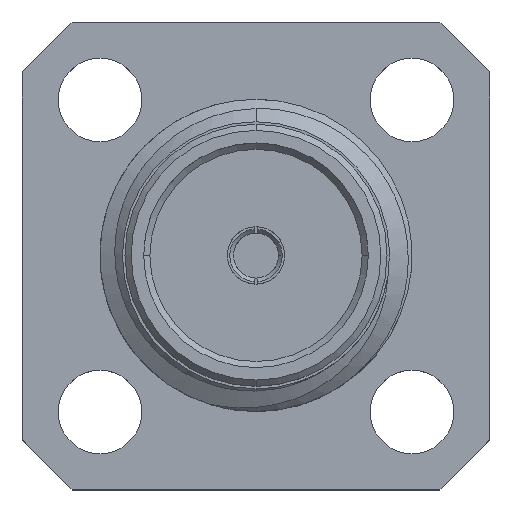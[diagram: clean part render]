
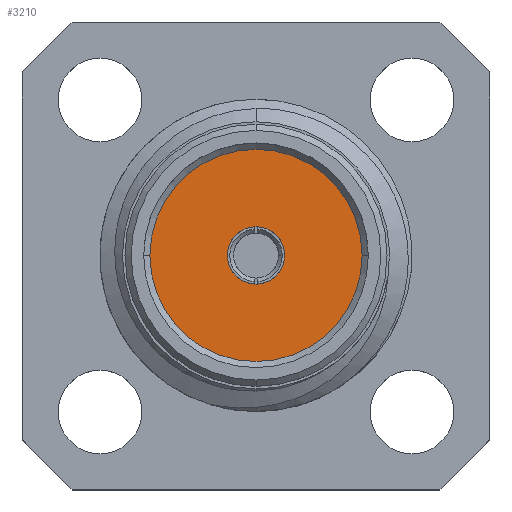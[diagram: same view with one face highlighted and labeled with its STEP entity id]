
A CAD part, top view. The second image highlights one B-rep face of the part: STEP entity #3210.
In plain terms, the highlighted planar face has unit normal (0, 0, 1).
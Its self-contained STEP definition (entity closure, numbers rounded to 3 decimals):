
#44 = FACE_BOUND ( 'NONE', #889, .T. ) ;
#91 = CARTESIAN_POINT ( 'NONE',  ( 0., 0., 5.87 ) ) ;
#535 = CARTESIAN_POINT ( 'NONE',  ( 0., 0., 5.87 ) ) ;
#889 = EDGE_LOOP ( 'NONE', ( #2885, #4175 ) ) ;
#958 = EDGE_CURVE ( 'NONE', #5030, #1342, #2616, .T. ) ;
#1218 = CARTESIAN_POINT ( 'NONE',  ( 0., 0., 5.87 ) ) ;
#1332 = CARTESIAN_POINT ( 'NONE',  ( 0.584, 0., 5.87 ) ) ;
#1342 = VERTEX_POINT ( 'NONE', #4022 ) ;
#1564 = CARTESIAN_POINT ( 'NONE',  ( 0., 0., 5.87 ) ) ;
#1936 = DIRECTION ( 'NONE',  ( 1., 0., 0. ) ) ;
#1953 = EDGE_CURVE ( 'NONE', #3040, #2045, #2256, .T. ) ;
#1994 = AXIS2_PLACEMENT_3D ( 'NONE', #535, #4050, #4831 ) ;
#2014 = CIRCLE ( 'NONE', #4036, 2.159 ) ;
#2045 = VERTEX_POINT ( 'NONE', #3746 ) ;
#2126 = DIRECTION ( 'NONE',  ( 1., 0., 0. ) ) ;
#2174 = DIRECTION ( 'NONE',  ( 0., 0., 1. ) ) ;
#2256 = CIRCLE ( 'NONE', #3853, 0.584 ) ;
#2339 = CARTESIAN_POINT ( 'NONE',  ( 2.159, 0., 5.87 ) ) ;
#2352 = EDGE_CURVE ( 'NONE', #1342, #5030, #2014, .T. ) ;
#2363 = DIRECTION ( 'NONE',  ( 0., 0., 1. ) ) ;
#2366 = DIRECTION ( 'NONE',  ( 1., 0., 0. ) ) ;
#2539 = CARTESIAN_POINT ( 'NONE',  ( 0., 0., 5.87 ) ) ;
#2556 = AXIS2_PLACEMENT_3D ( 'NONE', #1218, #4712, #2366 ) ;
#2616 = CIRCLE ( 'NONE', #1994, 2.159 ) ;
#2789 = DIRECTION ( 'NONE',  ( 1., 0., 0. ) ) ;
#2823 = PLANE ( 'NONE',  #2556 ) ;
#2885 = ORIENTED_EDGE ( 'NONE', *, *, #1953, .F. ) ;
#3040 = VERTEX_POINT ( 'NONE', #1332 ) ;
#3063 = ORIENTED_EDGE ( 'NONE', *, *, #2352, .T. ) ;
#3210 = ADVANCED_FACE ( 'NONE', ( #44, #3761 ), #2823, .T. ) ;
#3746 = CARTESIAN_POINT ( 'NONE',  ( -0.584, 0., 5.87 ) ) ;
#3761 = FACE_OUTER_BOUND ( 'NONE', #4895, .T. ) ;
#3830 = CIRCLE ( 'NONE', #4711, 0.584 ) ;
#3853 = AXIS2_PLACEMENT_3D ( 'NONE', #2539, #2174, #2126 ) ;
#4005 = ORIENTED_EDGE ( 'NONE', *, *, #958, .T. ) ;
#4022 = CARTESIAN_POINT ( 'NONE',  ( -2.159, 0., 5.87 ) ) ;
#4036 = AXIS2_PLACEMENT_3D ( 'NONE', #91, #2363, #2789 ) ;
#4050 = DIRECTION ( 'NONE',  ( 0., 0., 1. ) ) ;
#4175 = ORIENTED_EDGE ( 'NONE', *, *, #4977, .F. ) ;
#4670 = DIRECTION ( 'NONE',  ( 0., 0., 1. ) ) ;
#4711 = AXIS2_PLACEMENT_3D ( 'NONE', #1564, #4670, #1936 ) ;
#4712 = DIRECTION ( 'NONE',  ( 0., 0., 1. ) ) ;
#4831 = DIRECTION ( 'NONE',  ( 1., 0., 0. ) ) ;
#4895 = EDGE_LOOP ( 'NONE', ( #4005, #3063 ) ) ;
#4977 = EDGE_CURVE ( 'NONE', #2045, #3040, #3830, .T. ) ;
#5030 = VERTEX_POINT ( 'NONE', #2339 ) ;
